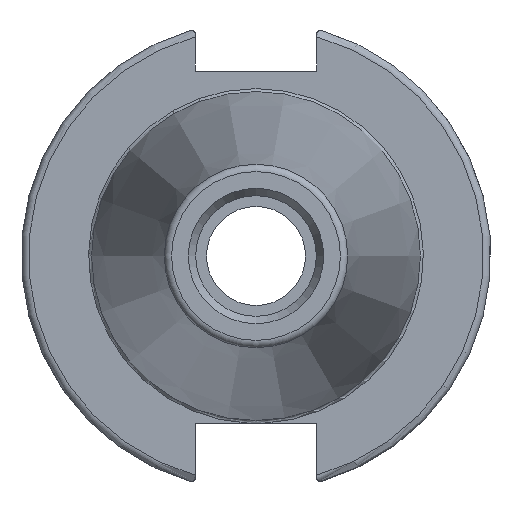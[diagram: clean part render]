
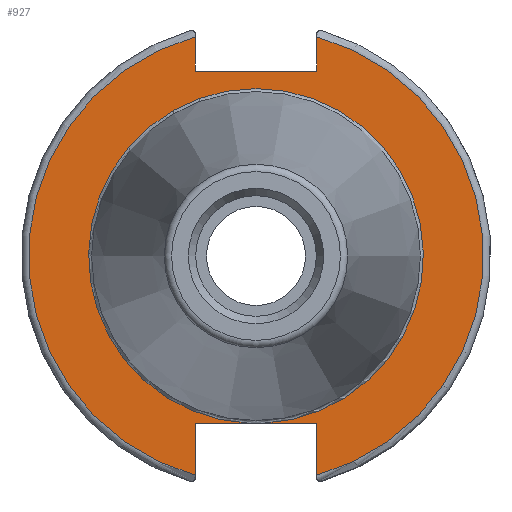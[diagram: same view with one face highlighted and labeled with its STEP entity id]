
A CAD part, left-side view. The second image highlights one B-rep face of the part: STEP entity #927.
In plain terms, the highlighted planar face has unit normal (-1, 0, 0).
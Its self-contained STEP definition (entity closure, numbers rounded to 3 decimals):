
#41=LINE('',#1376,#97);
#55=LINE('',#1494,#111);
#57=LINE('',#1497,#113);
#64=LINE('',#1593,#120);
#75=LINE('',#1644,#131);
#76=LINE('',#1668,#132);
#77=LINE('',#1670,#133);
#97=VECTOR('',#1095,10.);
#111=VECTOR('',#1139,10.);
#113=VECTOR('',#1141,10.);
#120=VECTOR('',#1186,10.);
#131=VECTOR('',#1199,10.);
#132=VECTOR('',#1208,10.);
#133=VECTOR('',#1209,10.);
#180=PLANE('',#1026);
#216=FACE_OUTER_BOUND('',#271,.T.);
#271=EDGE_LOOP('',(#742,#743,#744,#745,#746,#747,#748,#749,#750,#751,#752));
#321=CIRCLE('',#1009,22.625);
#322=CIRCLE('',#1010,22.625);
#329=CIRCLE('',#1025,30.75);
#330=CIRCLE('',#1027,30.75);
#381=VERTEX_POINT('',#1373);
#382=VERTEX_POINT('',#1375);
#406=VERTEX_POINT('',#1482);
#407=VERTEX_POINT('',#1483);
#408=VERTEX_POINT('',#1495);
#412=VERTEX_POINT('',#1507);
#424=VERTEX_POINT('',#1590);
#425=VERTEX_POINT('',#1592);
#440=VERTEX_POINT('',#1637);
#443=VERTEX_POINT('',#1667);
#444=VERTEX_POINT('',#1669);
#477=EDGE_CURVE('',#382,#381,#41,.T.);
#509=EDGE_CURVE('',#381,#407,#55,.T.);
#511=EDGE_CURVE('',#406,#408,#57,.T.);
#516=EDGE_CURVE('',#412,#407,#321,.T.);
#517=EDGE_CURVE('',#406,#412,#322,.T.);
#536=EDGE_CURVE('',#425,#424,#64,.T.);
#553=EDGE_CURVE('',#408,#440,#75,.T.);
#557=EDGE_CURVE('',#425,#440,#329,.T.);
#558=EDGE_CURVE('',#424,#443,#76,.T.);
#559=EDGE_CURVE('',#443,#444,#77,.T.);
#560=EDGE_CURVE('',#382,#444,#330,.T.);
#742=ORIENTED_EDGE('',*,*,#517,.F.);
#743=ORIENTED_EDGE('',*,*,#511,.T.);
#744=ORIENTED_EDGE('',*,*,#553,.T.);
#745=ORIENTED_EDGE('',*,*,#557,.F.);
#746=ORIENTED_EDGE('',*,*,#536,.T.);
#747=ORIENTED_EDGE('',*,*,#558,.T.);
#748=ORIENTED_EDGE('',*,*,#559,.T.);
#749=ORIENTED_EDGE('',*,*,#560,.F.);
#750=ORIENTED_EDGE('',*,*,#477,.T.);
#751=ORIENTED_EDGE('',*,*,#509,.T.);
#752=ORIENTED_EDGE('',*,*,#516,.F.);
#927=ADVANCED_FACE('',(#216),#180,.T.);
#1009=AXIS2_PLACEMENT_3D('',#1509,#1155,#1156);
#1010=AXIS2_PLACEMENT_3D('',#1510,#1157,#1158);
#1025=AXIS2_PLACEMENT_3D('',#1665,#1204,#1205);
#1026=AXIS2_PLACEMENT_3D('',#1666,#1206,#1207);
#1027=AXIS2_PLACEMENT_3D('',#1671,#1210,#1211);
#1095=DIRECTION('',(0.,0.,1.));
#1139=DIRECTION('',(0.,-1.,0.));
#1141=DIRECTION('',(0.,-1.,0.));
#1155=DIRECTION('center_axis',(-1.,0.,0.));
#1156=DIRECTION('ref_axis',(0.,-1.,0.));
#1157=DIRECTION('center_axis',(-1.,0.,0.));
#1158=DIRECTION('ref_axis',(0.,-1.,0.));
#1186=DIRECTION('',(0.,0.,-1.));
#1199=DIRECTION('',(0.,0.,-1.));
#1204=DIRECTION('center_axis',(1.,0.,0.));
#1205=DIRECTION('ref_axis',(0.,-1.,0.));
#1206=DIRECTION('center_axis',(-1.,0.,0.));
#1207=DIRECTION('ref_axis',(0.,0.,1.));
#1208=DIRECTION('',(0.,1.,0.));
#1209=DIRECTION('',(0.,0.,1.));
#1210=DIRECTION('center_axis',(1.,0.,0.));
#1211=DIRECTION('ref_axis',(0.,1.,0.));
#1373=CARTESIAN_POINT('',(3.175,8.19,-22.6));
#1375=CARTESIAN_POINT('',(3.175,8.19,-29.639));
#1376=CARTESIAN_POINT('',(3.175,8.19,-11.3));
#1482=CARTESIAN_POINT('',(3.175,-1.063,-22.6));
#1483=CARTESIAN_POINT('',(3.175,1.063,-22.6));
#1494=CARTESIAN_POINT('',(3.175,15.875,-22.6));
#1495=CARTESIAN_POINT('',(3.175,-8.19,-22.6));
#1497=CARTESIAN_POINT('',(3.175,15.875,-22.6));
#1507=CARTESIAN_POINT('',(3.175,0.,22.625));
#1509=CARTESIAN_POINT('Origin',(3.175,0.,0.));
#1510=CARTESIAN_POINT('Origin',(3.175,0.,0.));
#1590=CARTESIAN_POINT('',(3.175,-8.19,25.));
#1592=CARTESIAN_POINT('',(3.175,-8.19,29.639));
#1593=CARTESIAN_POINT('',(3.175,-8.19,12.5));
#1637=CARTESIAN_POINT('',(3.175,-8.19,-29.639));
#1644=CARTESIAN_POINT('',(3.175,-8.19,-11.3));
#1665=CARTESIAN_POINT('Origin',(3.175,0.,0.));
#1666=CARTESIAN_POINT('Origin',(3.175,31.75,0.));
#1667=CARTESIAN_POINT('',(3.175,8.19,25.));
#1668=CARTESIAN_POINT('',(3.175,15.875,25.));
#1669=CARTESIAN_POINT('',(3.175,8.19,29.639));
#1670=CARTESIAN_POINT('',(3.175,8.19,12.5));
#1671=CARTESIAN_POINT('Origin',(3.175,0.,0.));
